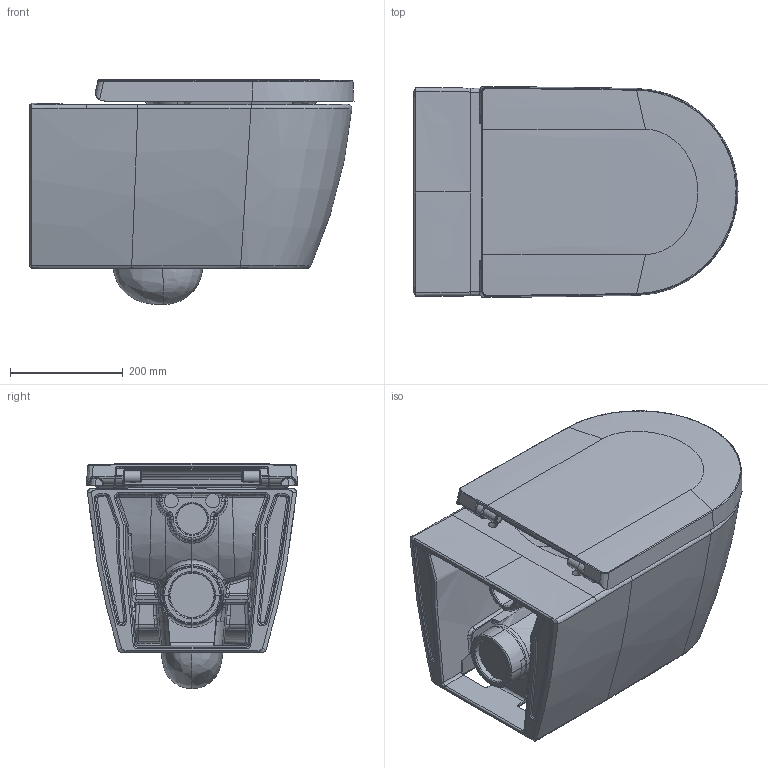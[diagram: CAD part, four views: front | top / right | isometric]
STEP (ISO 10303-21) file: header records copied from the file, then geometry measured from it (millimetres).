
FILE_DESCRIPTION((''),'2;1');
FILE_NAME('252809.stp','2015-06-10T19:46:49',('Administrator'),(''),'Autodesk Inventor 2011','Autodesk Inventor 2011','');
FILE_SCHEMA(('CONFIG_CONTROL_DESIGN'));
Length unit declared in the file: millimetre
Products named in the file (11): 252809; 002009; Sitz 002009; Deckel 002009; Soft close rechts; Druckknopf; Blechhuelse; Soft Close links; Puffer; Dämpfer
Assembly tree (16 placements, depth 4):
  252809
    252809
    002009
      Sitz 002009
      Deckel 002009
      Soft close rechts
        Druckknopf
        Blechhuelse
      Soft Close links
        Druckknopf
        Blechhuelse
      Puffer  x4
      Dämpfer  x2
Bounding box: 573.84 x 373.52 x 399.03 mm (x, y, z)
Volume: 24674603.3 mm3; surface area: 1968544.7 mm2
Topology: 13 solids, 13 shells, 2532 faces, 6403 edges, 3932 vertices
Faces by surface type: bspline 953, plane 682, cylinder 447, torus 190, cone 180, sphere 80
Full cylindrical faces by diameter (mm): 13.5 x2, 15.5 x2, 16 x2, 16.12 x2, 17 x2, 20.2 x2, 21.2 x2, 25 x2
Entity records: 246270 total; most frequent: CARTESIAN_POINT 206252, ORIENTED_EDGE 8992, DIRECTION 6662, EDGE_CURVE 4496, VERTEX_POINT 2744, AXIS2_PLACEMENT_3D 2703, EDGE_LOOP 1994, FACE_OUTER_BOUND 1871
